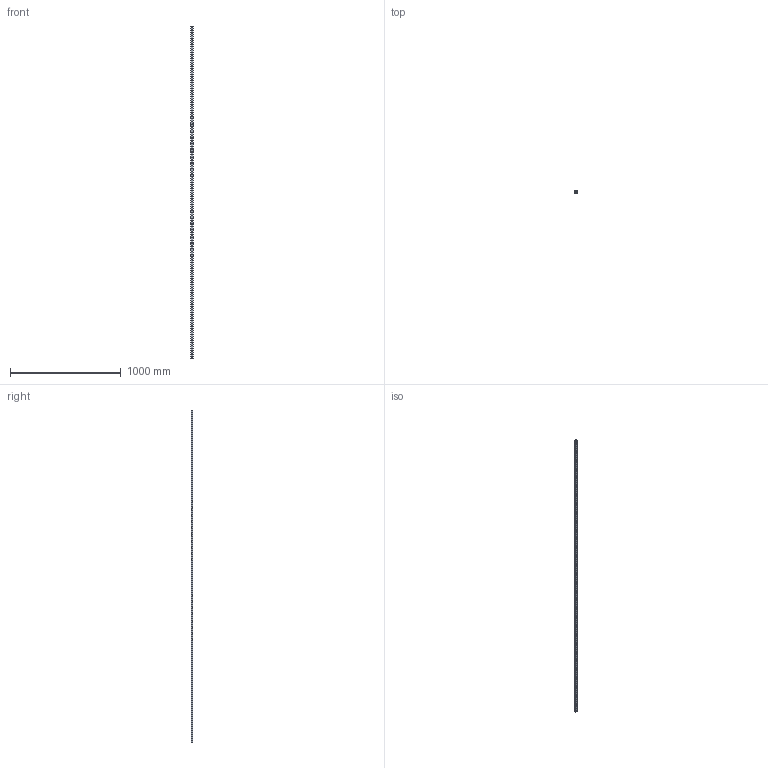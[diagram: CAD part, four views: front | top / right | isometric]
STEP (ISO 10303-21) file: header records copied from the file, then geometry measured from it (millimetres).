
FILE_DESCRIPTION (( 'STEP AP203' ), '1' );
FILE_NAME ('U Profil Destek Rayý - 3 m.STEP', '2019-01-04T14:46:17', ( '' ), ( '' ), 'SwSTEP 2.0', 'SolidWorks 2011', '' );
FILE_SCHEMA (( 'CONFIG_CONTROL_DESIGN' ));
Length unit declared in the file: millimetre
Products named in the file (1): U Profil Destek Rayý - 3 m
Bounding box: 20.2 x 14.3 x 3000 mm (x, y, z)
Volume: 187135.1 mm3; surface area: 316799.9 mm2
Topology: 1 solids, 1 shells, 264 faces, 786 edges, 524 vertices
Faces by surface type: cylinder 250, plane 14
Entity records: 9727 total; most frequent: DIRECTION 1816, CARTESIAN_POINT 1575, ORIENTED_EDGE 1572, EDGE_CURVE 786, AXIS2_PLACEMENT_3D 765, VERTEX_POINT 524, EDGE_LOOP 504, CIRCLE 500
